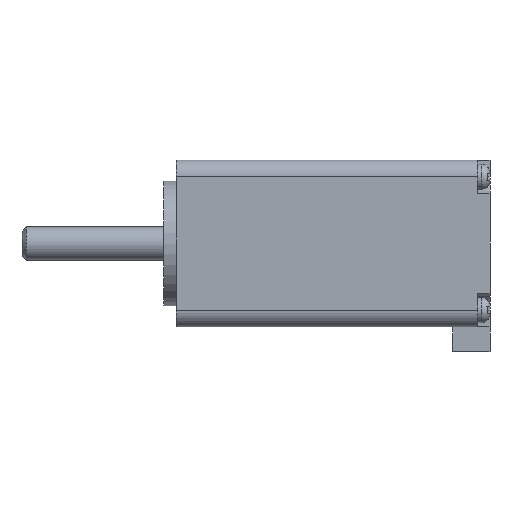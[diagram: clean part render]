
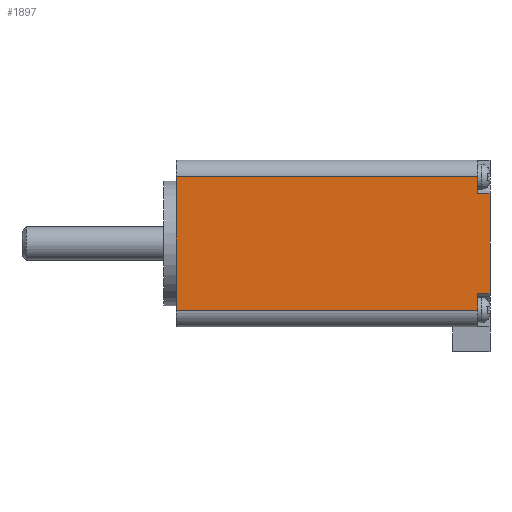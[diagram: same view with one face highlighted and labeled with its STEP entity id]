
A CAD part, left-side view. The second image highlights one B-rep face of the part: STEP entity #1897.
In plain terms, the highlighted planar face has unit normal (-1, 0, 0).
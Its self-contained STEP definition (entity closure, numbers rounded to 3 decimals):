
#34 = ORIENTED_EDGE ( 'NONE', *, *, #3648, .T. ) ;
#40 = CARTESIAN_POINT ( 'NONE',  ( 0., 37.7, 0. ) ) ;
#89 = VERTEX_POINT ( 'NONE', #3030 ) ;
#123 = DIRECTION ( 'NONE',  ( 0., 0., 1. ) ) ;
#176 = CARTESIAN_POINT ( 'NONE',  ( 0., 37.7, -18. ) ) ;
#221 = VERTEX_POINT ( 'NONE', #714 ) ;
#240 = CARTESIAN_POINT ( 'NONE',  ( 0., 37.7, 0. ) ) ;
#244 = CARTESIAN_POINT ( 'NONE',  ( 0., 37.7, -18. ) ) ;
#286 = DIRECTION ( 'NONE',  ( 0., -1., 0. ) ) ;
#480 = EDGE_LOOP ( 'NONE', ( #3186, #2493, #1012, #3380, #2673, #34, #968, #3334 ) ) ;
#591 = LINE ( 'NONE', #244, #3073 ) ;
#636 = LINE ( 'NONE', #240, #2925 ) ;
#714 = CARTESIAN_POINT ( 'NONE',  ( 0., 1.5, -4. ) ) ;
#788 = VERTEX_POINT ( 'NONE', #3103 ) ;
#841 = DIRECTION ( 'NONE',  ( 0., 1., 0. ) ) ;
#852 = VECTOR ( 'NONE', #3062, 1000. ) ;
#863 = EDGE_CURVE ( 'NONE', #2414, #221, #1834, .T. ) ;
#886 = LINE ( 'NONE', #2606, #3152 ) ;
#968 = ORIENTED_EDGE ( 'NONE', *, *, #2959, .F. ) ;
#1012 = ORIENTED_EDGE ( 'NONE', *, *, #2594, .T. ) ;
#1083 = VECTOR ( 'NONE', #286, 1000. ) ;
#1407 = CARTESIAN_POINT ( 'NONE',  ( 0., 37.7, -2. ) ) ;
#1457 = VERTEX_POINT ( 'NONE', #1407 ) ;
#1488 = VERTEX_POINT ( 'NONE', #3855 ) ;
#1541 = DIRECTION ( 'NONE',  ( 0., -1., 0. ) ) ;
#1650 = FACE_OUTER_BOUND ( 'NONE', #480, .T. ) ;
#1661 = VECTOR ( 'NONE', #2932, 1000. ) ;
#1761 = EDGE_CURVE ( 'NONE', #2462, #89, #591, .T. ) ;
#1834 = LINE ( 'NONE', #2865, #1661 ) ;
#1897 = ADVANCED_FACE ( 'NONE', ( #1650 ), #3085, .F. ) ;
#1904 = CARTESIAN_POINT ( 'NONE',  ( 0., 1.5, -16. ) ) ;
#1938 = EDGE_CURVE ( 'NONE', #221, #1488, #2341, .T. ) ;
#2062 = DIRECTION ( 'NONE',  ( 0., 0., 1. ) ) ;
#2101 = DIRECTION ( 'NONE',  ( 1., 0., 0. ) ) ;
#2238 = VERTEX_POINT ( 'NONE', #3712 ) ;
#2341 = LINE ( 'NONE', #2459, #852 ) ;
#2414 = VERTEX_POINT ( 'NONE', #2541 ) ;
#2459 = CARTESIAN_POINT ( 'NONE',  ( 0., 1.5, -4. ) ) ;
#2462 = VERTEX_POINT ( 'NONE', #176 ) ;
#2493 = ORIENTED_EDGE ( 'NONE', *, *, #3063, .T. ) ;
#2541 = CARTESIAN_POINT ( 'NONE',  ( 0., 1.5, -2. ) ) ;
#2562 = VECTOR ( 'NONE', #123, 1000. ) ;
#2594 = EDGE_CURVE ( 'NONE', #2238, #1488, #3447, .T. ) ;
#2606 = CARTESIAN_POINT ( 'NONE',  ( 0., 37.7, -2. ) ) ;
#2644 = LINE ( 'NONE', #2705, #1083 ) ;
#2673 = ORIENTED_EDGE ( 'NONE', *, *, #863, .F. ) ;
#2705 = CARTESIAN_POINT ( 'NONE',  ( 0., 1.5, -16. ) ) ;
#2865 = CARTESIAN_POINT ( 'NONE',  ( 0., 1.5, -4. ) ) ;
#2925 = VECTOR ( 'NONE', #2062, 1000. ) ;
#2932 = DIRECTION ( 'NONE',  ( 0., 0., -1. ) ) ;
#2959 = EDGE_CURVE ( 'NONE', #2462, #1457, #636, .T. ) ;
#3030 = CARTESIAN_POINT ( 'NONE',  ( 0., 1.5, -18. ) ) ;
#3062 = DIRECTION ( 'NONE',  ( 0., -1., 0. ) ) ;
#3063 = EDGE_CURVE ( 'NONE', #788, #2238, #2644, .T. ) ;
#3073 = VECTOR ( 'NONE', #1541, 1000. ) ;
#3085 = PLANE ( 'NONE',  #3179 ) ;
#3103 = CARTESIAN_POINT ( 'NONE',  ( 0., 1.5, -16. ) ) ;
#3152 = VECTOR ( 'NONE', #841, 1000. ) ;
#3179 = AXIS2_PLACEMENT_3D ( 'NONE', #40, #2101, #3400 ) ;
#3186 = ORIENTED_EDGE ( 'NONE', *, *, #3410, .F. ) ;
#3201 = LINE ( 'NONE', #1904, #3895 ) ;
#3318 = CARTESIAN_POINT ( 'NONE',  ( 0., 0., 0. ) ) ;
#3334 = ORIENTED_EDGE ( 'NONE', *, *, #1761, .T. ) ;
#3380 = ORIENTED_EDGE ( 'NONE', *, *, #1938, .F. ) ;
#3400 = DIRECTION ( 'NONE',  ( 0., 0., -1. ) ) ;
#3410 = EDGE_CURVE ( 'NONE', #788, #89, #3201, .T. ) ;
#3447 = LINE ( 'NONE', #3318, #2562 ) ;
#3648 = EDGE_CURVE ( 'NONE', #2414, #1457, #886, .T. ) ;
#3682 = DIRECTION ( 'NONE',  ( 0., 0., -1. ) ) ;
#3712 = CARTESIAN_POINT ( 'NONE',  ( 0., 0., -16. ) ) ;
#3855 = CARTESIAN_POINT ( 'NONE',  ( 0., 0., -4. ) ) ;
#3895 = VECTOR ( 'NONE', #3682, 1000. ) ;
